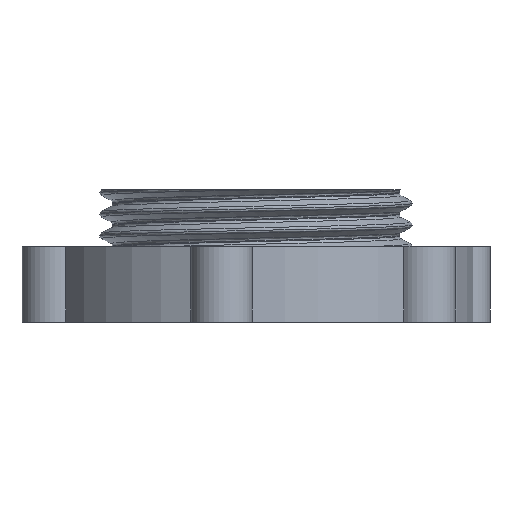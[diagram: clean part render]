
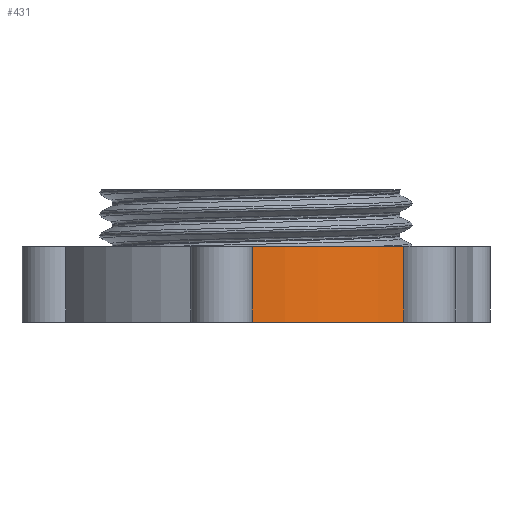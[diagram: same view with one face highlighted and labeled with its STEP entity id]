
A CAD part, front view. The second image highlights one B-rep face of the part: STEP entity #431.
In plain terms, the highlighted cylindrical face has radius 18.288 mm (diameter 36.576 mm), a partial arc.
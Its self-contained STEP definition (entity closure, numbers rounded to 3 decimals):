
#41=FACE_OUTER_BOUND('',#67,.T.);
#67=EDGE_LOOP('',(#352,#353,#354,#355));
#87=CIRCLE('',#471,18.288);
#96=CIRCLE('',#485,18.288);
#135=LINE('',#2539,#150);
#136=LINE('',#2542,#151);
#150=VECTOR('',#570,10.);
#151=VECTOR('',#573,10.);
#186=VERTEX_POINT('',#2513);
#187=VERTEX_POINT('',#2515);
#194=VERTEX_POINT('',#2537);
#195=VERTEX_POINT('',#2541);
#241=EDGE_CURVE('',#186,#187,#87,.T.);
#253=EDGE_CURVE('',#194,#187,#135,.T.);
#254=EDGE_CURVE('',#186,#195,#136,.T.);
#255=EDGE_CURVE('',#195,#194,#96,.T.);
#352=ORIENTED_EDGE('',*,*,#253,.T.);
#353=ORIENTED_EDGE('',*,*,#241,.F.);
#354=ORIENTED_EDGE('',*,*,#254,.T.);
#355=ORIENTED_EDGE('',*,*,#255,.T.);
#408=CYLINDRICAL_SURFACE('',#484,18.288);
#431=ADVANCED_FACE('',(#41),#408,.T.);
#471=AXIS2_PLACEMENT_3D('',#2516,#541,#542);
#484=AXIS2_PLACEMENT_3D('',#2540,#571,#572);
#485=AXIS2_PLACEMENT_3D('',#2543,#574,#575);
#541=DIRECTION('center_axis',(0.,0.,1.));
#542=DIRECTION('ref_axis',(1.,0.,0.));
#570=DIRECTION('',(0.,0.,1.));
#571=DIRECTION('center_axis',(0.,0.,1.));
#572=DIRECTION('ref_axis',(1.,0.,0.));
#573=DIRECTION('',(0.,0.,-1.));
#574=DIRECTION('center_axis',(0.,0.,1.));
#575=DIRECTION('ref_axis',(1.,0.,0.));
#2513=CARTESIAN_POINT('',(-0.335,-18.285,-6.35));
#2515=CARTESIAN_POINT('',(12.408,-13.435,-6.35));
#2516=CARTESIAN_POINT('Origin',(0.,0.,-6.35));
#2537=CARTESIAN_POINT('',(12.408,-13.435,-12.7));
#2539=CARTESIAN_POINT('',(12.408,-13.435,-12.7));
#2540=CARTESIAN_POINT('Origin',(0.,0.,-9.525));
#2541=CARTESIAN_POINT('',(-0.335,-18.285,-12.7));
#2542=CARTESIAN_POINT('',(-0.335,-18.285,-12.7));
#2543=CARTESIAN_POINT('Origin',(0.,0.,-12.7));
